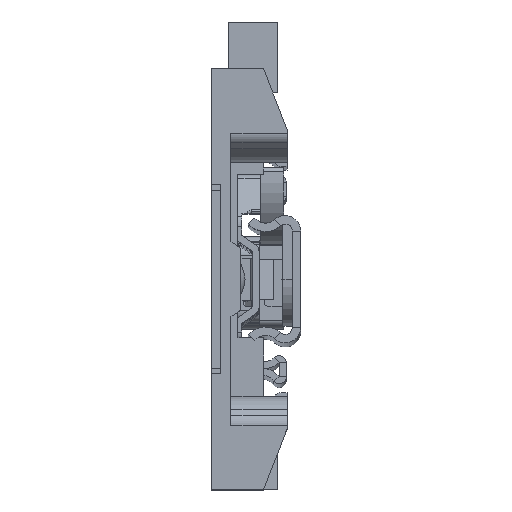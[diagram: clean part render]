
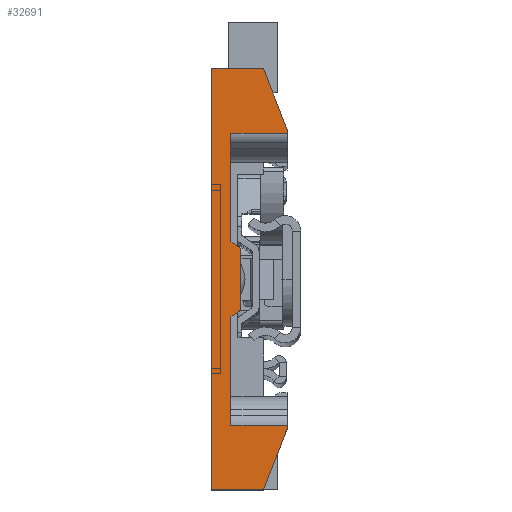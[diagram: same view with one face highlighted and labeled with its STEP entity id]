
A CAD part, top view. The second image highlights one B-rep face of the part: STEP entity #32691.
In plain terms, the highlighted face is planar.
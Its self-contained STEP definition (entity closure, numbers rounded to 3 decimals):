
#80 = VECTOR ( 'NONE', #21162, 1000. ) ;
#188 = EDGE_CURVE ( 'NONE', #12588, #26909, #27022, .T. ) ;
#583 = EDGE_CURVE ( 'NONE', #27091, #30187, #2630, .T. ) ;
#615 = VECTOR ( 'NONE', #11999, 1000. ) ;
#1270 = CARTESIAN_POINT ( 'NONE',  ( 81.243, 16.2, -30. ) ) ;
#1302 = LINE ( 'NONE', #22818, #25451 ) ;
#1769 = ORIENTED_EDGE ( 'NONE', *, *, #13391, .T. ) ;
#2440 = CARTESIAN_POINT ( 'NONE',  ( 18.757, 4.2, -30. ) ) ;
#2553 = CARTESIAN_POINT ( 'NONE',  ( 56.6, 6.2, -30. ) ) ;
#2630 = LINE ( 'NONE', #15526, #4225 ) ;
#2680 = AXIS2_PLACEMENT_3D ( 'NONE', #14672, #4428, #9910 ) ;
#2835 = DIRECTION ( 'NONE',  ( 0., 1., 0. ) ) ;
#2839 = VERTEX_POINT ( 'NONE', #18030 ) ;
#3428 = EDGE_CURVE ( 'NONE', #24830, #24754, #11606, .T. ) ;
#3829 = CARTESIAN_POINT ( 'NONE',  ( 82., 16.2, -30. ) ) ;
#4225 = VECTOR ( 'NONE', #10222, 1000. ) ;
#4428 = DIRECTION ( 'NONE',  ( 0., 0., -1. ) ) ;
#4771 = CARTESIAN_POINT ( 'NONE',  ( 58., 4.2, -30. ) ) ;
#4995 = CARTESIAN_POINT ( 'NONE',  ( 81.243, 4.2, -30. ) ) ;
#5146 = ORIENTED_EDGE ( 'NONE', *, *, #19365, .T. ) ;
#5594 = VECTOR ( 'NONE', #8552, 1000. ) ;
#5749 = VERTEX_POINT ( 'NONE', #7414 ) ;
#6403 = LINE ( 'NONE', #22477, #13916 ) ;
#6447 = CARTESIAN_POINT ( 'NONE',  ( 95., 11.144, -30. ) ) ;
#6537 = FACE_OUTER_BOUND ( 'NONE', #23627, .T. ) ;
#6617 = EDGE_CURVE ( 'NONE', #34525, #24125, #12927, .T. ) ;
#6916 = ORIENTED_EDGE ( 'NONE', *, *, #188, .T. ) ;
#6996 = LINE ( 'NONE', #17764, #22640 ) ;
#7320 = EDGE_CURVE ( 'NONE', #2839, #34525, #15672, .T. ) ;
#7414 = CARTESIAN_POINT ( 'NONE',  ( 5., 0., -30. ) ) ;
#8324 = VECTOR ( 'NONE', #10641, 1000. ) ;
#8549 = DIRECTION ( 'NONE',  ( 1., 0., 0. ) ) ;
#8552 = DIRECTION ( 'NONE',  ( 1., 0., 0. ) ) ;
#8653 = VERTEX_POINT ( 'NONE', #2440 ) ;
#9173 = EDGE_CURVE ( 'NONE', #24754, #14384, #1302, .T. ) ;
#9384 = ORIENTED_EDGE ( 'NONE', *, *, #6617, .T. ) ;
#9910 = DIRECTION ( 'NONE',  ( -1., 0., 0. ) ) ;
#10095 = VERTEX_POINT ( 'NONE', #4771 ) ;
#10130 = ORIENTED_EDGE ( 'NONE', *, *, #25056, .F. ) ;
#10222 = DIRECTION ( 'NONE',  ( 1., 0., 0. ) ) ;
#10380 = DIRECTION ( 'NONE',  ( 0.932, 0.362, 0. ) ) ;
#10478 = CARTESIAN_POINT ( 'NONE',  ( 42., 4.2, -30. ) ) ;
#10641 = DIRECTION ( 'NONE',  ( 1., 0., 0. ) ) ;
#10789 = ORIENTED_EDGE ( 'NONE', *, *, #583, .T. ) ;
#10827 = CARTESIAN_POINT ( 'NONE',  ( 0., 16.2, -30. ) ) ;
#11523 = CARTESIAN_POINT ( 'NONE',  ( 95., 0., -30. ) ) ;
#11606 = LINE ( 'NONE', #3829, #23468 ) ;
#11999 = DIRECTION ( 'NONE',  ( 0., 1., 0. ) ) ;
#12588 = VERTEX_POINT ( 'NONE', #4995 ) ;
#12927 = LINE ( 'NONE', #10827, #8324 ) ;
#13093 = ORIENTED_EDGE ( 'NONE', *, *, #7320, .T. ) ;
#13391 = EDGE_CURVE ( 'NONE', #21843, #27091, #13569, .T. ) ;
#13400 = CARTESIAN_POINT ( 'NONE',  ( 42., 4.2, -30. ) ) ;
#13569 = LINE ( 'NONE', #13400, #14791 ) ;
#13916 = VECTOR ( 'NONE', #8549, 1000. ) ;
#13942 = CARTESIAN_POINT ( 'NONE',  ( 43.4, 6.2, -30. ) ) ;
#14384 = VERTEX_POINT ( 'NONE', #11523 ) ;
#14597 = DIRECTION ( 'NONE',  ( 0.932, -0.362, 0. ) ) ;
#14672 = CARTESIAN_POINT ( 'NONE',  ( 73., 11.1, -30. ) ) ;
#14791 = VECTOR ( 'NONE', #29268, 1000. ) ;
#15129 = ORIENTED_EDGE ( 'NONE', *, *, #21312, .T. ) ;
#15252 = ORIENTED_EDGE ( 'NONE', *, *, #17289, .T. ) ;
#15526 = CARTESIAN_POINT ( 'NONE',  ( 73., 6.2, -30. ) ) ;
#15621 = DIRECTION ( 'NONE',  ( 0.574, -0.819, 0. ) ) ;
#15672 = LINE ( 'NONE', #34558, #28100 ) ;
#17289 = EDGE_CURVE ( 'NONE', #5749, #2839, #25936, .T. ) ;
#17764 = CARTESIAN_POINT ( 'NONE',  ( 18.757, 11.1, -30. ) ) ;
#18030 = CARTESIAN_POINT ( 'NONE',  ( 5., 11.144, -30. ) ) ;
#18061 = ORIENTED_EDGE ( 'NONE', *, *, #24966, .T. ) ;
#18338 = LINE ( 'NONE', #23446, #80 ) ;
#19038 = CARTESIAN_POINT ( 'NONE',  ( 18., 16.2, -30. ) ) ;
#19365 = EDGE_CURVE ( 'NONE', #30187, #10095, #34497, .T. ) ;
#20179 = CARTESIAN_POINT ( 'NONE',  ( 18.757, 16.2, -30. ) ) ;
#20918 = EDGE_CURVE ( 'NONE', #26909, #24830, #18338, .T. ) ;
#21162 = DIRECTION ( 'NONE',  ( 1., 0., 0. ) ) ;
#21312 = EDGE_CURVE ( 'NONE', #24125, #8653, #6996, .T. ) ;
#21444 = LINE ( 'NONE', #32213, #23594 ) ;
#21788 = VECTOR ( 'NONE', #2835, 1000. ) ;
#21843 = VERTEX_POINT ( 'NONE', #10478 ) ;
#22477 = CARTESIAN_POINT ( 'NONE',  ( 73., 4.2, -30. ) ) ;
#22640 = VECTOR ( 'NONE', #28525, 1000. ) ;
#22818 = CARTESIAN_POINT ( 'NONE',  ( 95., 11.1, -30. ) ) ;
#23446 = CARTESIAN_POINT ( 'NONE',  ( 0., 16.2, -30. ) ) ;
#23468 = VECTOR ( 'NONE', #14597, 1000. ) ;
#23594 = VECTOR ( 'NONE', #34504, 1000. ) ;
#23627 = EDGE_LOOP ( 'NONE', ( #34665, #31750, #10130, #15252, #13093, #9384, #15129, #30233, #1769, #10789, #5146, #18061, #6916, #27952 ) ) ;
#24125 = VERTEX_POINT ( 'NONE', #20179 ) ;
#24197 = CARTESIAN_POINT ( 'NONE',  ( 81.243, 11.1, -30. ) ) ;
#24754 = VERTEX_POINT ( 'NONE', #6447 ) ;
#24830 = VERTEX_POINT ( 'NONE', #30983 ) ;
#24966 = EDGE_CURVE ( 'NONE', #10095, #12588, #21444, .T. ) ;
#25056 = EDGE_CURVE ( 'NONE', #5749, #14384, #27431, .T. ) ;
#25451 = VECTOR ( 'NONE', #33582, 1000. ) ;
#25523 = VECTOR ( 'NONE', #15621, 1000. ) ;
#25936 = LINE ( 'NONE', #33879, #615 ) ;
#26909 = VERTEX_POINT ( 'NONE', #1270 ) ;
#27022 = LINE ( 'NONE', #24197, #21788 ) ;
#27091 = VERTEX_POINT ( 'NONE', #13942 ) ;
#27431 = LINE ( 'NONE', #30769, #5594 ) ;
#27952 = ORIENTED_EDGE ( 'NONE', *, *, #20918, .T. ) ;
#28100 = VECTOR ( 'NONE', #10380, 1000. ) ;
#28249 = PLANE ( 'NONE',  #2680 ) ;
#28525 = DIRECTION ( 'NONE',  ( 0., -1., 0. ) ) ;
#29268 = DIRECTION ( 'NONE',  ( 0.574, 0.819, 0. ) ) ;
#29790 = CARTESIAN_POINT ( 'NONE',  ( 56.6, 6.2, -30. ) ) ;
#30187 = VERTEX_POINT ( 'NONE', #29790 ) ;
#30233 = ORIENTED_EDGE ( 'NONE', *, *, #32105, .T. ) ;
#30769 = CARTESIAN_POINT ( 'NONE',  ( 0., 0., -30. ) ) ;
#30983 = CARTESIAN_POINT ( 'NONE',  ( 82., 16.2, -30. ) ) ;
#31750 = ORIENTED_EDGE ( 'NONE', *, *, #9173, .T. ) ;
#32105 = EDGE_CURVE ( 'NONE', #8653, #21843, #6403, .T. ) ;
#32213 = CARTESIAN_POINT ( 'NONE',  ( 73., 4.2, -30. ) ) ;
#32691 = ADVANCED_FACE ( 'NONE', ( #6537 ), #28249, .T. ) ;
#33582 = DIRECTION ( 'NONE',  ( 0., -1., 0. ) ) ;
#33879 = CARTESIAN_POINT ( 'NONE',  ( 5., 11.1, -30. ) ) ;
#34497 = LINE ( 'NONE', #2553, #25523 ) ;
#34504 = DIRECTION ( 'NONE',  ( 1., 0., 0. ) ) ;
#34525 = VERTEX_POINT ( 'NONE', #19038 ) ;
#34558 = CARTESIAN_POINT ( 'NONE',  ( 5., 11.144, -30. ) ) ;
#34665 = ORIENTED_EDGE ( 'NONE', *, *, #3428, .T. ) ;
